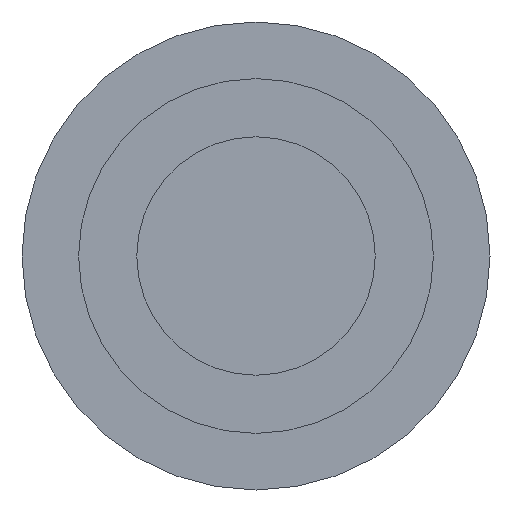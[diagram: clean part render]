
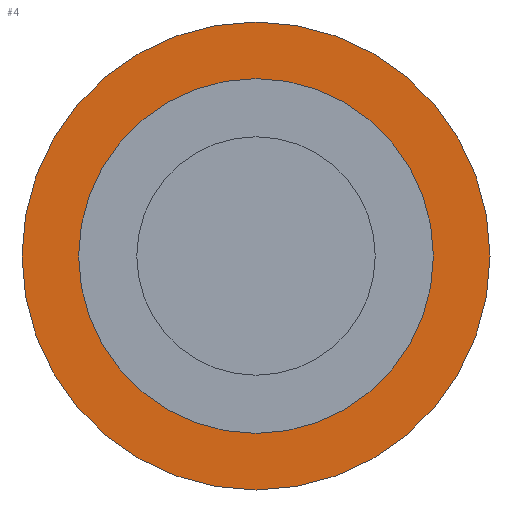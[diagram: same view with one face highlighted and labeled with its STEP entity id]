
A CAD part, front view. The second image highlights one B-rep face of the part: STEP entity #4.
In plain terms, the highlighted planar face has unit normal (0, -1, 0).
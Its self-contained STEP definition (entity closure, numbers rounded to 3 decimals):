
#1 = DIRECTION ( 'NONE',  ( 0., 0., -1. ) ) ;
#4 = ADVANCED_FACE ( 'NONE', ( #190, #246 ), #128, .F. ) ;
#48 = AXIS2_PLACEMENT_3D ( 'NONE', #160, #372, #92 ) ;
#59 = CARTESIAN_POINT ( 'NONE',  ( 0., 2.08, -0.785 ) ) ;
#63 = CARTESIAN_POINT ( 'NONE',  ( 0., 2.08, 0.785 ) ) ;
#66 = AXIS2_PLACEMENT_3D ( 'NONE', #354, #390, #174 ) ;
#78 = ORIENTED_EDGE ( 'NONE', *, *, #147, .F. ) ;
#92 = DIRECTION ( 'NONE',  ( 0., 0., -1. ) ) ;
#95 = DIRECTION ( 'NONE',  ( 0., 1., 0. ) ) ;
#116 = CIRCLE ( 'NONE', #175, 0.595 ) ;
#118 = VERTEX_POINT ( 'NONE', #63 ) ;
#119 = EDGE_CURVE ( 'NONE', #278, #299, #116, .T. ) ;
#127 = DIRECTION ( 'NONE',  ( 0., -1., 0. ) ) ;
#128 = PLANE ( 'NONE',  #271 ) ;
#130 = CIRCLE ( 'NONE', #403, 0.595 ) ;
#146 = EDGE_CURVE ( 'NONE', #376, #118, #268, .T. ) ;
#147 = EDGE_CURVE ( 'NONE', #299, #278, #130, .T. ) ;
#153 = CARTESIAN_POINT ( 'NONE',  ( 0., 2.08, 0. ) ) ;
#160 = CARTESIAN_POINT ( 'NONE',  ( 0., 2.08, 0. ) ) ;
#174 = DIRECTION ( 'NONE',  ( 0., 0., -1. ) ) ;
#175 = AXIS2_PLACEMENT_3D ( 'NONE', #187, #127, #378 ) ;
#182 = CARTESIAN_POINT ( 'NONE',  ( 0., 2.08, 0.595 ) ) ;
#183 = ORIENTED_EDGE ( 'NONE', *, *, #146, .T. ) ;
#186 = EDGE_CURVE ( 'NONE', #118, #376, #228, .T. ) ;
#187 = CARTESIAN_POINT ( 'NONE',  ( 0., 2.08, 0. ) ) ;
#190 = FACE_BOUND ( 'NONE', #396, .T. ) ;
#214 = ORIENTED_EDGE ( 'NONE', *, *, #186, .T. ) ;
#228 = CIRCLE ( 'NONE', #66, 0.785 ) ;
#234 = EDGE_LOOP ( 'NONE', ( #183, #214 ) ) ;
#246 = FACE_OUTER_BOUND ( 'NONE', #234, .T. ) ;
#268 = CIRCLE ( 'NONE', #48, 0.785 ) ;
#271 = AXIS2_PLACEMENT_3D ( 'NONE', #284, #95, #313 ) ;
#278 = VERTEX_POINT ( 'NONE', #182 ) ;
#284 = CARTESIAN_POINT ( 'NONE',  ( -0.785, 2.08, 0. ) ) ;
#293 = ORIENTED_EDGE ( 'NONE', *, *, #119, .F. ) ;
#297 = CARTESIAN_POINT ( 'NONE',  ( 0., 2.08, -0.595 ) ) ;
#299 = VERTEX_POINT ( 'NONE', #297 ) ;
#313 = DIRECTION ( 'NONE',  ( 0., 0., 1. ) ) ;
#354 = CARTESIAN_POINT ( 'NONE',  ( 0., 2.08, 0. ) ) ;
#372 = DIRECTION ( 'NONE',  ( 0., -1., 0. ) ) ;
#376 = VERTEX_POINT ( 'NONE', #59 ) ;
#378 = DIRECTION ( 'NONE',  ( 0., 0., -1. ) ) ;
#390 = DIRECTION ( 'NONE',  ( 0., -1., 0. ) ) ;
#396 = EDGE_LOOP ( 'NONE', ( #78, #293 ) ) ;
#403 = AXIS2_PLACEMENT_3D ( 'NONE', #153, #404, #1 ) ;
#404 = DIRECTION ( 'NONE',  ( 0., -1., 0. ) ) ;
